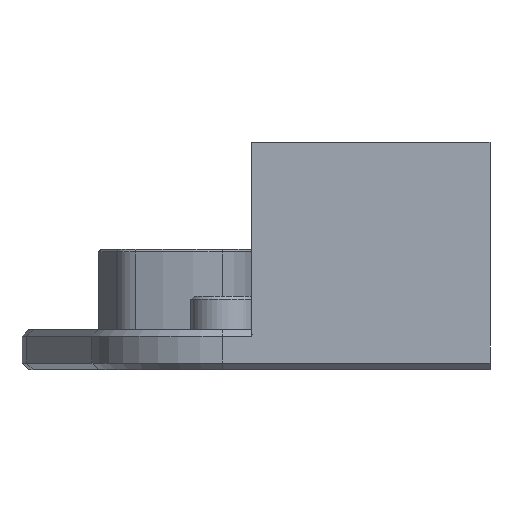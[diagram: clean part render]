
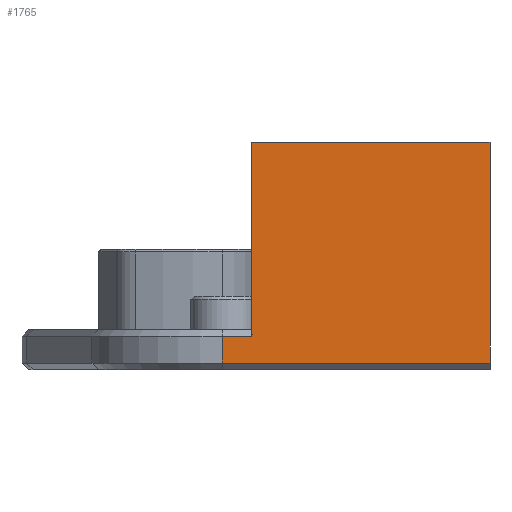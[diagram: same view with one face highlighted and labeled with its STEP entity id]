
A CAD part, front view. The second image highlights one B-rep face of the part: STEP entity #1765.
In plain terms, the highlighted planar face has unit normal (0, -1, 0).
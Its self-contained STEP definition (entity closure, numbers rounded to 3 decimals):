
#96=PLANE('',#1903);
#145=FACE_OUTER_BOUND('',#255,.T.);
#255=EDGE_LOOP('',(#1235,#1236,#1237,#1238,#1239,#1240));
#389=LINE('',#2686,#539);
#390=LINE('',#2689,#540);
#391=LINE('',#2691,#541);
#392=LINE('',#2693,#542);
#393=LINE('',#2695,#543);
#394=LINE('',#2696,#544);
#539=VECTOR('',#2137,10.);
#540=VECTOR('',#2140,10.);
#541=VECTOR('',#2141,10.);
#542=VECTOR('',#2142,10.);
#543=VECTOR('',#2143,10.);
#544=VECTOR('',#2144,10.);
#782=VERTEX_POINT('',#2676);
#784=VERTEX_POINT('',#2682);
#786=VERTEX_POINT('',#2688);
#787=VERTEX_POINT('',#2690);
#788=VERTEX_POINT('',#2692);
#789=VERTEX_POINT('',#2694);
#958=EDGE_CURVE('',#782,#784,#389,.T.);
#959=EDGE_CURVE('',#786,#784,#390,.T.);
#960=EDGE_CURVE('',#787,#782,#391,.T.);
#961=EDGE_CURVE('',#788,#787,#392,.T.);
#962=EDGE_CURVE('',#788,#789,#393,.T.);
#963=EDGE_CURVE('',#786,#789,#394,.T.);
#1235=ORIENTED_EDGE('',*,*,#959,.T.);
#1236=ORIENTED_EDGE('',*,*,#958,.F.);
#1237=ORIENTED_EDGE('',*,*,#960,.F.);
#1238=ORIENTED_EDGE('',*,*,#961,.F.);
#1239=ORIENTED_EDGE('',*,*,#962,.T.);
#1240=ORIENTED_EDGE('',*,*,#963,.F.);
#1765=ADVANCED_FACE('',(#145),#96,.T.);
#1903=AXIS2_PLACEMENT_3D('',#2687,#2138,#2139);
#2137=DIRECTION('',(1.,0.,0.));
#2138=DIRECTION('center_axis',(0.,-1.,0.));
#2139=DIRECTION('ref_axis',(1.,0.,0.));
#2140=DIRECTION('',(0.,0.,-1.));
#2141=DIRECTION('',(0.,0.,1.));
#2142=DIRECTION('',(-1.,0.,0.));
#2143=DIRECTION('',(0.,0.,1.));
#2144=DIRECTION('',(1.,0.,0.));
#2676=CARTESIAN_POINT('',(0.,-64.6,5.));
#2682=CARTESIAN_POINT('',(4.342,-64.6,5.));
#2686=CARTESIAN_POINT('',(0.,-64.6,5.));
#2687=CARTESIAN_POINT('Origin',(0.,-64.6,0.));
#2688=CARTESIAN_POINT('',(4.342,-64.6,34.));
#2689=CARTESIAN_POINT('',(4.342,-64.6,9.));
#2690=CARTESIAN_POINT('',(0.,-64.6,1.));
#2691=CARTESIAN_POINT('',(0.,-64.6,0.));
#2692=CARTESIAN_POINT('',(40.,-64.6,1.));
#2693=CARTESIAN_POINT('',(0.,-64.6,1.));
#2694=CARTESIAN_POINT('',(40.,-64.6,34.));
#2695=CARTESIAN_POINT('',(40.,-64.6,0.));
#2696=CARTESIAN_POINT('',(0.455,-64.6,34.));
